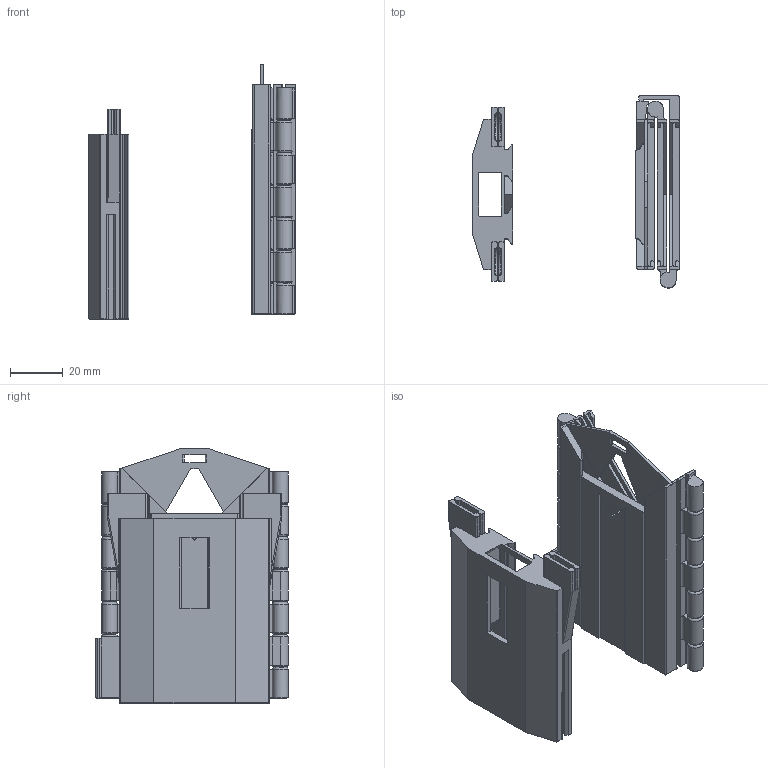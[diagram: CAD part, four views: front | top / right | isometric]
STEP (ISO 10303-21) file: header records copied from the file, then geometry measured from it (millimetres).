
FILE_DESCRIPTION(/* description */ (''),/* implementation_level */ '2;1');
FILE_NAME(/* name */ 'Ridiculously Engineered Insigna Storage (REIS) v18.step',/* time_stamp */ '2024-02-27T14:59:51-10:00',/* author */ (''),/* organization */ (''),/* preprocessor_version */ 'ST-DEVELOPER v20',/* originating_system */ 'Autodesk Translation Framework v12.20.1.177',/* authorisation */ '');
FILE_SCHEMA (('AUTOMOTIVE_DESIGN { 1 0 10303 214 3 1 1 }'));
Length unit declared in the file: millimetre
Products named in the file (10): Ridiculously Engineered Insigna Storage (REIS); Badge Holder; Front Badge; Middle Badge; Rear Badge; Latch; Handle; Accessories; Male Slot; Token and SPC
Assembly tree (9 placements, depth 3):
  Ridiculously Engineered Insigna Storage (REIS)
    Badge Holder
      Front Badge
      Middle Badge
      Rear Badge
      Latch
      Handle
    Accessories
      Male Slot
      Token and SPC
Bounding box: 78.48 x 73.17 x 97.23 mm (x, y, z)
Volume: 72511.3 mm3; surface area: 62921.8 mm2
Topology: 7 solids, 7 shells, 689 faces, 1762 edges, 1094 vertices
Faces by surface type: plane 347, cylinder 190, cone 67, torus 55, bspline 30
Entity records: 22186 total; most frequent: CARTESIAN_POINT 4904, DIRECTION 3771, ORIENTED_EDGE 3496, EDGE_CURVE 1748, AXIS2_PLACEMENT_3D 1370, VERTEX_POINT 1094, LINE 1031, VECTOR 1031
